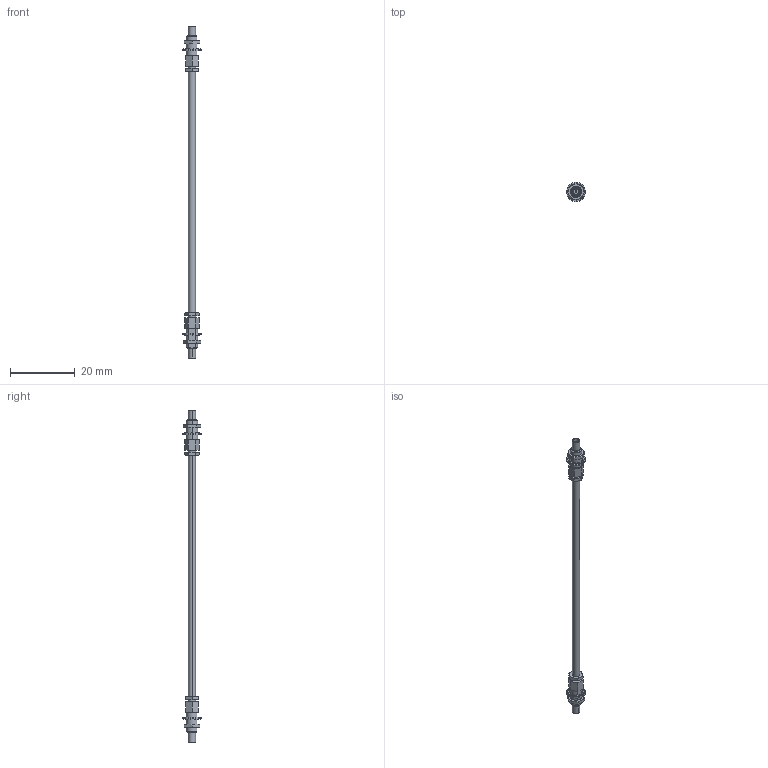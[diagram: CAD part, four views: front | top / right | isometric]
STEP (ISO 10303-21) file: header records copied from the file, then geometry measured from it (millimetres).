
FILE_DESCRIPTION (( 'STEP AP214' ), '1' );
FILE_NAME ('PE3C4443.step', '2020-04-20T16:17:07', ( '' ), ( '' ), 'SwSTEP 2.0', 'SolidWorks 2018', '' );
FILE_SCHEMA (( 'AUTOMOTIVE_DESIGN' ));
Length unit declared in the file: millimetre
Products named in the file (6): PE-SR405FL_3''''PE-SR405FL; PE3C4443; PE45370-MA1___; PE45370-MA4; PE45370-MA5___; PE45370___
Assembly tree (6 placements, depth 3):
  PE3C4443
    PE-SR405FL_3''''PE-SR405FL
    PE45370___  x2
      PE45370-MA1___
      PE45370-MA5___
      PE45370-MA4
Bounding box: 5.8 x 5.8 x 102.34 mm (x, y, z)
Volume: 543.2 mm3; surface area: 1180.6 mm2
Topology: 7 solids, 7 shells, 384 faces, 974 edges, 614 vertices
Faces by surface type: plane 264, cone 60, cylinder 56, sphere 4
Entity records: 6106 total; most frequent: CARTESIAN_POINT 1247, ORIENTED_EDGE 972, DIRECTION 934, EDGE_CURVE 486, VECTOR 326, LINE 326, VERTEX_POINT 307, AXIS2_PLACEMENT_3D 304
